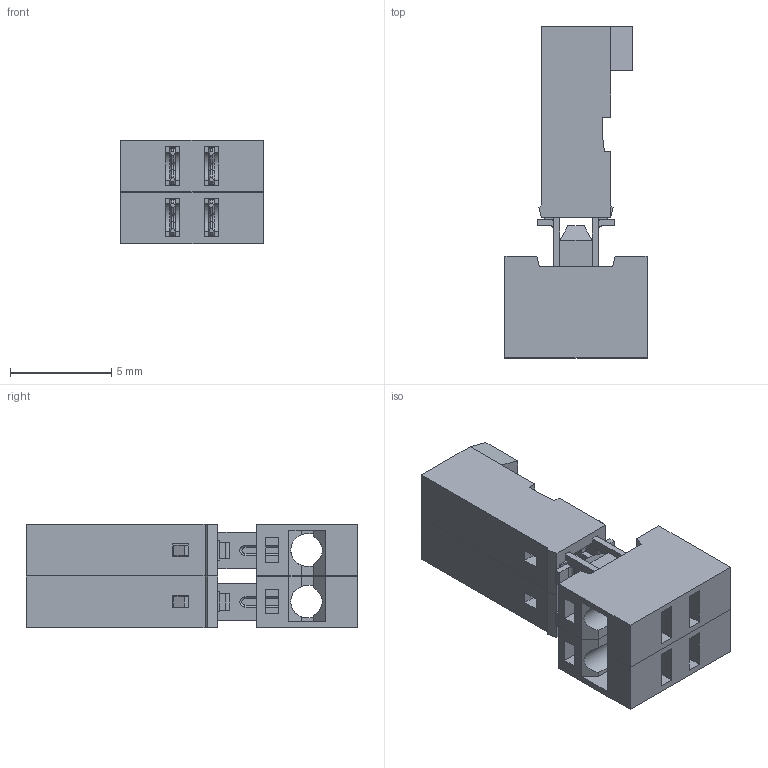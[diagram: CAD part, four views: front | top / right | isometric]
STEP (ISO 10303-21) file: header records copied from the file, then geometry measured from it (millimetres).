
FILE_DESCRIPTION(/* description */ ('Unknown'),/* implementation_level */ '2;1');
FILE_NAME(/* name */ '661002151922',/* time_stamp */ '2016-01-18T16:09:52+01:00',/* author */ ('Unknown'),/* organization */ ('Unknown'),/* preprocessor_version */ 'ST-DEVELOPER v16',/* originating_system */ 'DEX',/* authorisation */ $);
FILE_SCHEMA (('AUTOMOTIVE_DESIGN { 1 0 10303 214 3 1 1 }','AUTOMOTIVE_DESIGN {1 0 10303 214 3 1 1}'));
Length unit declared in the file: millimetre
Products named in the file (3): 6610xx151922; 47828371_03_20_440_DX; 47828371_03_20_440_SX
Assembly tree (2 placements, depth 2):
  6610xx151922
    47828371_03_20_440_DX
    47828371_03_20_440_SX
Bounding box: 7 x 16.35 x 5.08 mm (x, y, z)
Volume: 253.9 mm3; surface area: 938 mm2
Topology: 2 solids, 2 shells, 538 faces, 1597 edges, 1028 vertices
Faces by surface type: plane 498, cylinder 32, cone 8
Entity records: 21562 total; most frequent: ORIENTED_EDGE 3194, CARTESIAN_POINT 3166, DIRECTION 2795, EDGE_CURVE 1597, LINE 1481, VECTOR 1481, VERTEX_POINT 1028, AXIS2_PLACEMENT_3D 657
